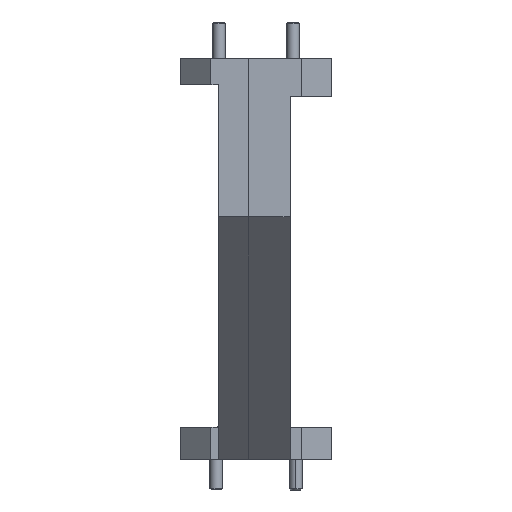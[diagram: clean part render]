
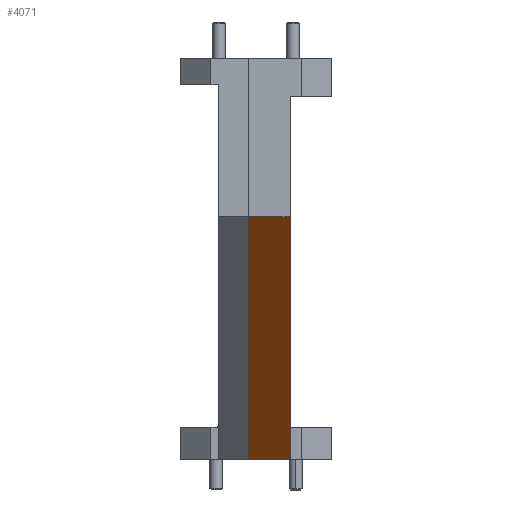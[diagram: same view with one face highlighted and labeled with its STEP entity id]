
A CAD part, left-side view. The second image highlights one B-rep face of the part: STEP entity #4071.
In plain terms, the highlighted planar face has unit normal (0.707, 0, 0.707).
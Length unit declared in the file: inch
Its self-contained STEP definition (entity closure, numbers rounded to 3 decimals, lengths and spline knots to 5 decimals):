
#5 = DIRECTION ( 'NONE',  ( -0.707, 0., 0.707 ) ) ;
#838 = DIRECTION ( 'NONE',  ( 0., 1., 0. ) ) ;
#1958 = CARTESIAN_POINT ( 'NONE',  ( -3.39, -0.207, -1.605 ) ) ;
#2043 = PLANE ( 'NONE',  #11408 ) ;
#2203 = DIRECTION ( 'NONE',  ( -0.707, 0., 0.707 ) ) ;
#4071 = ADVANCED_FACE ( 'NONE', ( #5293 ), #2043, .T. ) ;
#4074 = EDGE_CURVE ( 'NONE', #22979, #8603, #11505, .T. ) ;
#4102 = CARTESIAN_POINT ( 'NONE',  ( -3.39, -0.207, -1.605 ) ) ;
#4782 = CARTESIAN_POINT ( 'NONE',  ( -4.6, -0.207, -0.395 ) ) ;
#5293 = FACE_OUTER_BOUND ( 'NONE', #13628, .T. ) ;
#5528 = LINE ( 'NONE', #18818, #12338 ) ;
#5745 = EDGE_CURVE ( 'NONE', #24445, #8225, #5528, .T. ) ;
#5826 = LINE ( 'NONE', #21280, #12942 ) ;
#7087 = EDGE_CURVE ( 'NONE', #8603, #8225, #5826, .T. ) ;
#7716 = CARTESIAN_POINT ( 'NONE',  ( -3.39, -0.207, -1.605 ) ) ;
#8225 = VERTEX_POINT ( 'NONE', #14449 ) ;
#8389 = ORIENTED_EDGE ( 'NONE', *, *, #5745, .T. ) ;
#8603 = VERTEX_POINT ( 'NONE', #4782 ) ;
#9259 = ORIENTED_EDGE ( 'NONE', *, *, #7087, .F. ) ;
#11408 = AXIS2_PLACEMENT_3D ( 'NONE', #4102, #11512, #19184 ) ;
#11505 = LINE ( 'NONE', #1958, #20366 ) ;
#11512 = DIRECTION ( 'NONE',  ( 0.707, 0., 0.707 ) ) ;
#11856 = LINE ( 'NONE', #7716, #19826 ) ;
#11989 = EDGE_CURVE ( 'NONE', #24445, #22979, #11856, .T. ) ;
#12049 = ORIENTED_EDGE ( 'NONE', *, *, #11989, .F. ) ;
#12338 = VECTOR ( 'NONE', #5, 39.37008 ) ;
#12942 = VECTOR ( 'NONE', #838, 39.37008 ) ;
#13095 = DIRECTION ( 'NONE',  ( 0., -1., 0. ) ) ;
#13628 = EDGE_LOOP ( 'NONE', ( #12049, #8389, #9259, #14674 ) ) ;
#14449 = CARTESIAN_POINT ( 'NONE',  ( -4.6, 0., -0.395 ) ) ;
#14674 = ORIENTED_EDGE ( 'NONE', *, *, #4074, .F. ) ;
#15104 = CARTESIAN_POINT ( 'NONE',  ( -3.39, -0.207, -1.605 ) ) ;
#15555 = CARTESIAN_POINT ( 'NONE',  ( -3.39, 0., -1.605 ) ) ;
#18818 = CARTESIAN_POINT ( 'NONE',  ( -3.39, 0., -1.605 ) ) ;
#19184 = DIRECTION ( 'NONE',  ( 0.707, 0., -0.707 ) ) ;
#19826 = VECTOR ( 'NONE', #13095, 39.37008 ) ;
#20366 = VECTOR ( 'NONE', #2203, 39.37008 ) ;
#21280 = CARTESIAN_POINT ( 'NONE',  ( -4.6, -0.207, -0.395 ) ) ;
#22979 = VERTEX_POINT ( 'NONE', #15104 ) ;
#24445 = VERTEX_POINT ( 'NONE', #15555 ) ;
